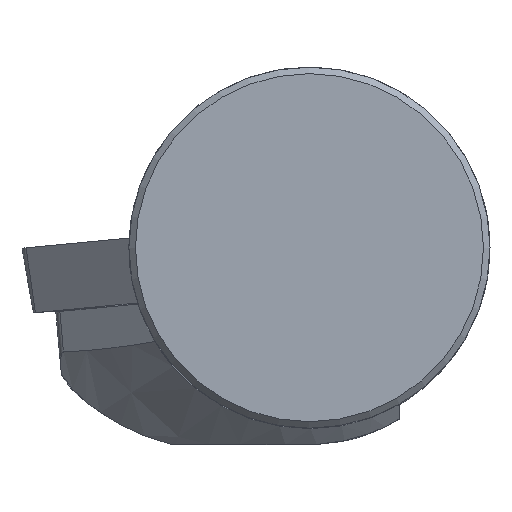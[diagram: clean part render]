
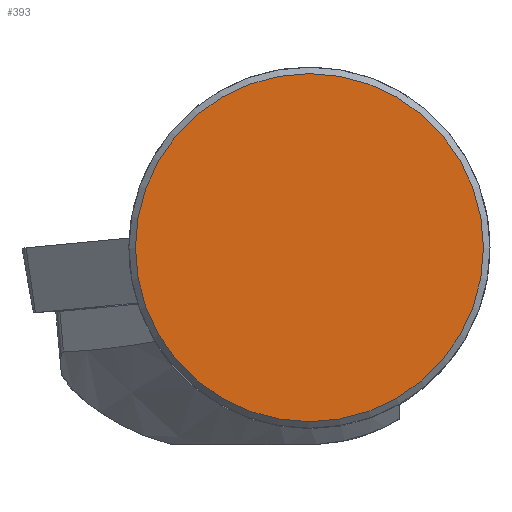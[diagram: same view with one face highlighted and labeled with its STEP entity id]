
A CAD part, top view. The second image highlights one B-rep face of the part: STEP entity #393.
In plain terms, the highlighted planar face has unit normal (0, 0, 1).
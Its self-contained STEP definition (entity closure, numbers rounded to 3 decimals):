
#393=ADVANCED_FACE('',(#478),#429,.F.);
#429=PLANE('',#1280);
#478=FACE_OUTER_BOUND('',#539,.T.);
#539=EDGE_LOOP('',(#780));
#780=ORIENTED_EDGE('',*,*,#1057,.T.);
#922=VERTEX_POINT('',#2074);
#1057=EDGE_CURVE('',#922,#922,#1109,.T.);
#1109=CIRCLE('',#1278,12.049);
#1278=AXIS2_PLACEMENT_3D('',#2073,#1551,#1552);
#1280=AXIS2_PLACEMENT_3D('',#2076,#1555,#1556);
#1551=DIRECTION('',(0.,0.,1.));
#1552=DIRECTION('',(1.,0.,0.));
#1555=DIRECTION('',(0.,0.,-1.));
#1556=DIRECTION('',(1.,0.,0.));
#2073=CARTESIAN_POINT('',(0.,0.,0.));
#2074=CARTESIAN_POINT('',(12.049,0.,0.));
#2076=CARTESIAN_POINT('',(-12.049,0.,0.));
